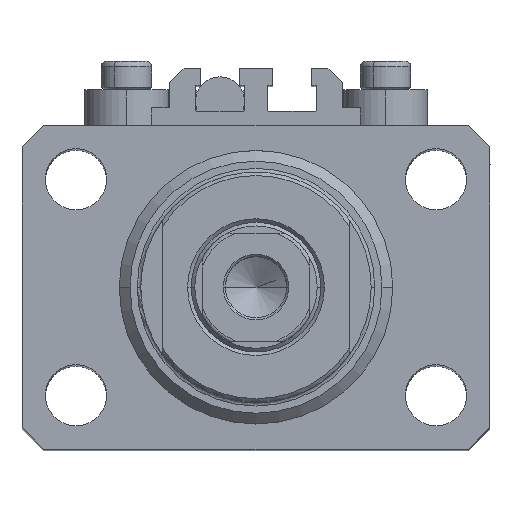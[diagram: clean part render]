
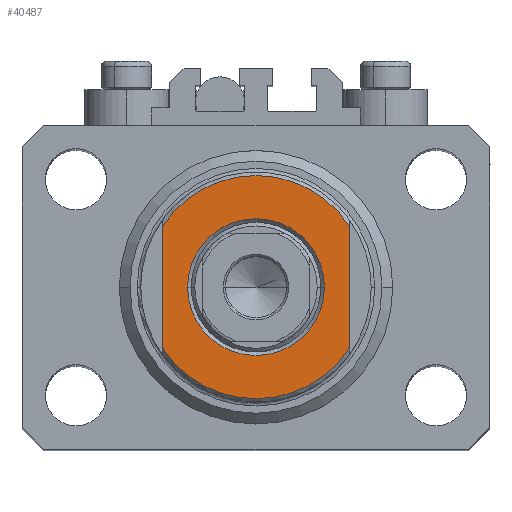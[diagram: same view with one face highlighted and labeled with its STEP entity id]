
A CAD part, top view. The second image highlights one B-rep face of the part: STEP entity #40487.
In plain terms, the highlighted face is planar.
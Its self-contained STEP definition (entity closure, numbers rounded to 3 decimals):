
#1908 = ORIENTED_EDGE ( 'NONE', *, *, #45487, .T. ) ;
#1967 = DIRECTION ( 'NONE',  ( -1., 0., 0. ) ) ;
#2378 = VERTEX_POINT ( 'NONE', #21589 ) ;
#5091 = ORIENTED_EDGE ( 'NONE', *, *, #37447, .T. ) ;
#5609 = CARTESIAN_POINT ( 'NONE',  ( 0., 0., -6.5 ) ) ;
#5802 = VERTEX_POINT ( 'NONE', #44199 ) ;
#6846 = DIRECTION ( 'NONE',  ( -1., 0., 0. ) ) ;
#7130 = ORIENTED_EDGE ( 'NONE', *, *, #35924, .F. ) ;
#7935 = ORIENTED_EDGE ( 'NONE', *, *, #18367, .T. ) ;
#9434 = CIRCLE ( 'NONE', #31147, 15.5 ) ;
#10383 = PLANE ( 'NONE',  #28550 ) ;
#11101 = DIRECTION ( 'NONE',  ( -1., 0., 0. ) ) ;
#13024 = ORIENTED_EDGE ( 'NONE', *, *, #23274, .T. ) ;
#13360 = EDGE_CURVE ( 'NONE', #29166, #31731, #39532, .T. ) ;
#13841 = DIRECTION ( 'NONE',  ( -1., 0., 0. ) ) ;
#17841 = LINE ( 'NONE', #21958, #21576 ) ;
#18367 = EDGE_CURVE ( 'NONE', #2378, #33590, #9434, .T. ) ;
#20986 = EDGE_LOOP ( 'NONE', ( #13024, #1908 ) ) ;
#21100 = DIRECTION ( 'NONE',  ( 0., 0., -1. ) ) ;
#21576 = VECTOR ( 'NONE', #32667, 1000. ) ;
#21589 = CARTESIAN_POINT ( 'NONE',  ( 13., -8.441, -6.5 ) ) ;
#21740 = LINE ( 'NONE', #43164, #44832 ) ;
#21958 = CARTESIAN_POINT ( 'NONE',  ( 13., -43.081, -6.5 ) ) ;
#22071 = CARTESIAN_POINT ( 'NONE',  ( -13., -8.441, -6.5 ) ) ;
#22959 = CIRCLE ( 'NONE', #34591, 9.5 ) ;
#23274 = EDGE_CURVE ( 'NONE', #48146, #5802, #22959, .T. ) ;
#24810 = AXIS2_PLACEMENT_3D ( 'NONE', #26412, #40758, #11101 ) ;
#26412 = CARTESIAN_POINT ( 'NONE',  ( 0., 0., -6.5 ) ) ;
#27743 = CARTESIAN_POINT ( 'NONE',  ( 0., 0., -6.5 ) ) ;
#28482 = DIRECTION ( 'NONE',  ( 0., 0., 1. ) ) ;
#28550 = AXIS2_PLACEMENT_3D ( 'NONE', #27743, #21100, #43473 ) ;
#29031 = DIRECTION ( 'NONE',  ( 0., -1., 0. ) ) ;
#29166 = VERTEX_POINT ( 'NONE', #30979 ) ;
#30979 = CARTESIAN_POINT ( 'NONE',  ( -13., 8.441, -6.5 ) ) ;
#31147 = AXIS2_PLACEMENT_3D ( 'NONE', #5609, #46925, #13841 ) ;
#31731 = VERTEX_POINT ( 'NONE', #38999 ) ;
#32667 = DIRECTION ( 'NONE',  ( 0., -1., 0. ) ) ;
#33590 = VERTEX_POINT ( 'NONE', #22071 ) ;
#34591 = AXIS2_PLACEMENT_3D ( 'NONE', #47449, #28482, #6846 ) ;
#35924 = EDGE_CURVE ( 'NONE', #29166, #33590, #21740, .T. ) ;
#37447 = EDGE_CURVE ( 'NONE', #31731, #2378, #17841, .T. ) ;
#38107 = EDGE_LOOP ( 'NONE', ( #39266, #5091, #7935, #7130 ) ) ;
#38999 = CARTESIAN_POINT ( 'NONE',  ( 13., 8.441, -6.5 ) ) ;
#39163 = DIRECTION ( 'NONE',  ( 0., 0., -1. ) ) ;
#39266 = ORIENTED_EDGE ( 'NONE', *, *, #13360, .T. ) ;
#39532 = CIRCLE ( 'NONE', #40288, 15.5 ) ;
#39809 = FACE_OUTER_BOUND ( 'NONE', #38107, .T. ) ;
#40288 = AXIS2_PLACEMENT_3D ( 'NONE', #46479, #39163, #1967 ) ;
#40487 = ADVANCED_FACE ( 'NONE', ( #43700, #39809 ), #10383, .T. ) ;
#40758 = DIRECTION ( 'NONE',  ( 0., 0., 1. ) ) ;
#43164 = CARTESIAN_POINT ( 'NONE',  ( -13., -43.081, -6.5 ) ) ;
#43473 = DIRECTION ( 'NONE',  ( -1., 0., 0. ) ) ;
#43700 = FACE_BOUND ( 'NONE', #20986, .T. ) ;
#44199 = CARTESIAN_POINT ( 'NONE',  ( 9.5, 0., -6.5 ) ) ;
#44832 = VECTOR ( 'NONE', #29031, 1000. ) ;
#45002 = CIRCLE ( 'NONE', #24810, 9.5 ) ;
#45487 = EDGE_CURVE ( 'NONE', #5802, #48146, #45002, .T. ) ;
#45923 = CARTESIAN_POINT ( 'NONE',  ( -9.5, 0., -6.5 ) ) ;
#46479 = CARTESIAN_POINT ( 'NONE',  ( 0., 0., -6.5 ) ) ;
#46925 = DIRECTION ( 'NONE',  ( 0., 0., -1. ) ) ;
#47449 = CARTESIAN_POINT ( 'NONE',  ( 0., 0., -6.5 ) ) ;
#48146 = VERTEX_POINT ( 'NONE', #45923 ) ;
